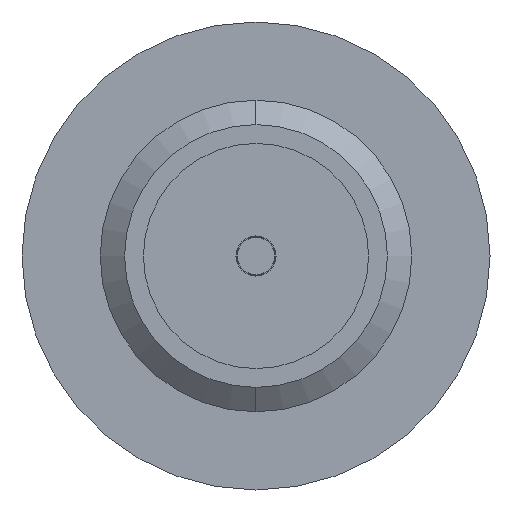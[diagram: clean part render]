
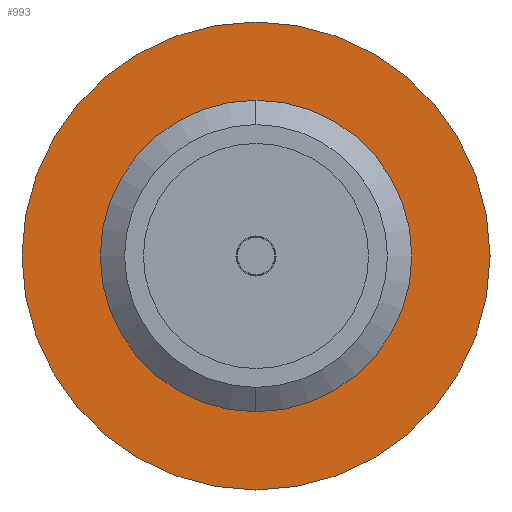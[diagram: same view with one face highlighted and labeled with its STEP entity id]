
A CAD part, left-side view. The second image highlights one B-rep face of the part: STEP entity #993.
In plain terms, the highlighted planar face has unit normal (-1, 0, 0).
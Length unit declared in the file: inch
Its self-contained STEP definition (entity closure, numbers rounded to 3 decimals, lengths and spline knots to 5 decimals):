
#158 = VERTEX_POINT ( 'NONE', #1550 ) ;
#179 = VERTEX_POINT ( 'NONE', #1628 ) ;
#181 = VERTEX_POINT ( 'NONE', #1627 ) ;
#215 = EDGE_CURVE ( 'NONE', #158, #181, #1694, .T. ) ;
#378 = VERTEX_POINT ( 'NONE', #2032 ) ;
#380 = EDGE_CURVE ( 'NONE', #179, #378, #2081, .T. ) ;
#882 = EDGE_LOOP ( 'NONE', ( #995, #1043 ) ) ;
#993 = ADVANCED_FACE ( 'NONE', ( #3097, #3096 ), #3196, .F. ) ;
#995 = ORIENTED_EDGE ( 'NONE', *, *, #1042, .F. ) ;
#996 = ORIENTED_EDGE ( 'NONE', *, *, #380, .F. ) ;
#1006 = EDGE_LOOP ( 'NONE', ( #1008, #996 ) ) ;
#1008 = ORIENTED_EDGE ( 'NONE', *, *, #1012, .F. ) ;
#1012 = EDGE_CURVE ( 'NONE', #378, #179, #3190, .T. ) ;
#1042 = EDGE_CURVE ( 'NONE', #181, #158, #3135, .T. ) ;
#1043 = ORIENTED_EDGE ( 'NONE', *, *, #215, .F. ) ;
#1550 = CARTESIAN_POINT ( 'NONE',  ( 0., 0., 0.105 ) ) ;
#1627 = CARTESIAN_POINT ( 'NONE',  ( 0., 0., -0.105 ) ) ;
#1628 = CARTESIAN_POINT ( 'NONE',  ( 0., 0., -0.187 ) ) ;
#1689 = DIRECTION ( 'NONE',  ( 0., 0., -1. ) ) ;
#1690 = DIRECTION ( 'NONE',  ( -1., 0., 0. ) ) ;
#1691 = CARTESIAN_POINT ( 'NONE',  ( 0., 0., 0. ) ) ;
#1692 = AXIS2_PLACEMENT_3D ( 'NONE', #1691, #1690, #1689 ) ;
#1694 = CIRCLE ( 'NONE', #1692, 0.105 ) ;
#2032 = CARTESIAN_POINT ( 'NONE',  ( 0., 0., 0.187 ) ) ;
#2077 = DIRECTION ( 'NONE',  ( 0., 0., -1. ) ) ;
#2078 = DIRECTION ( 'NONE',  ( 1., 0., 0. ) ) ;
#2079 = CARTESIAN_POINT ( 'NONE',  ( 0., 0., 0. ) ) ;
#2080 = AXIS2_PLACEMENT_3D ( 'NONE', #2079, #2078, #2077 ) ;
#2081 = CIRCLE ( 'NONE', #2080, 0.187 ) ;
#3038 = AXIS2_PLACEMENT_3D ( 'NONE', #3198, #3168, #3206 ) ;
#3096 = FACE_BOUND ( 'NONE', #882, .T. ) ;
#3097 = FACE_OUTER_BOUND ( 'NONE', #1006, .T. ) ;
#3132 = DIRECTION ( 'NONE',  ( 0., 0., -1. ) ) ;
#3133 = DIRECTION ( 'NONE',  ( -1., 0., 0. ) ) ;
#3134 = AXIS2_PLACEMENT_3D ( 'NONE', #3156, #3133, #3132 ) ;
#3135 = CIRCLE ( 'NONE', #3134, 0.105 ) ;
#3156 = CARTESIAN_POINT ( 'NONE',  ( 0., 0., 0. ) ) ;
#3168 = DIRECTION ( 'NONE',  ( 1., 0., 0. ) ) ;
#3177 = DIRECTION ( 'NONE',  ( 0., 0., -1. ) ) ;
#3178 = DIRECTION ( 'NONE',  ( 1., 0., 0. ) ) ;
#3179 = CARTESIAN_POINT ( 'NONE',  ( 0., 0., 0. ) ) ;
#3186 = AXIS2_PLACEMENT_3D ( 'NONE', #3179, #3178, #3177 ) ;
#3190 = CIRCLE ( 'NONE', #3186, 0.187 ) ;
#3196 = PLANE ( 'NONE',  #3038 ) ;
#3198 = CARTESIAN_POINT ( 'NONE',  ( 0., 0., 0. ) ) ;
#3206 = DIRECTION ( 'NONE',  ( 0., 0., -1. ) ) ;
